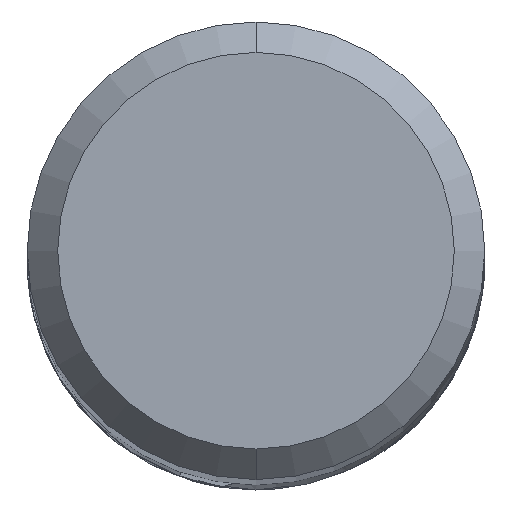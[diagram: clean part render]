
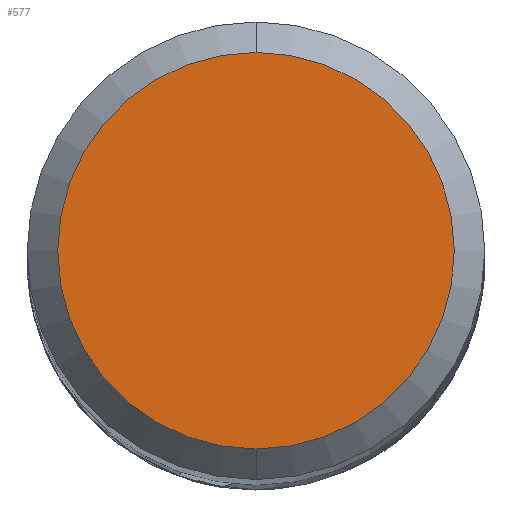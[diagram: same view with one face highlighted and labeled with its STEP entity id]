
A CAD part, top view. The second image highlights one B-rep face of the part: STEP entity #577.
In plain terms, the highlighted planar face has unit normal (0, 0, 1).
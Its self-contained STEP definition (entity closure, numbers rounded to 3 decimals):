
#553=EDGE_CURVE('',#779,#1319,#1511,.T.);
#577=ADVANCED_FACE('',(#1538),#1539,.T.);
#779=VERTEX_POINT('',#1755);
#1071=EDGE_CURVE('',#1319,#779,#2074,.T.);
#1319=VERTEX_POINT('',#2343);
#1511=CIRCLE('',#3339,2.6);
#1538=FACE_OUTER_BOUND('',#3752,.T.);
#1539=PLANE('',#3753);
#1755=CARTESIAN_POINT('',(0.0,2.6,0.0));
#2074=CIRCLE('',#8525,2.6);
#2343=CARTESIAN_POINT('',(0.,-2.6,0.0));
#3339=AXIS2_PLACEMENT_3D('',#12252,#12253,#12254);
#3752=EDGE_LOOP('',(#12283,#12284));
#3753=AXIS2_PLACEMENT_3D('',#12285,#12286,#12287);
#8525=AXIS2_PLACEMENT_3D('',#12792,#12793,#12794);
#12252=CARTESIAN_POINT('',(0.0,0.0,0.0));
#12253=DIRECTION('',(0.0,0.0,-1.0));
#12254=DIRECTION('',(0.0,1.0,0.0));
#12283=ORIENTED_EDGE('',*,*,#553,.F.);
#12284=ORIENTED_EDGE('',*,*,#1071,.F.);
#12285=CARTESIAN_POINT('',(0.0,1.3,0.0));
#12286=DIRECTION('',(-0.0,0.0,1.0));
#12287=DIRECTION('',(0.0,-1.0,0.0));
#12792=CARTESIAN_POINT('',(0.0,0.0,0.0));
#12793=DIRECTION('',(0.0,0.0,-1.0));
#12794=DIRECTION('',(0.0,1.0,0.0));
